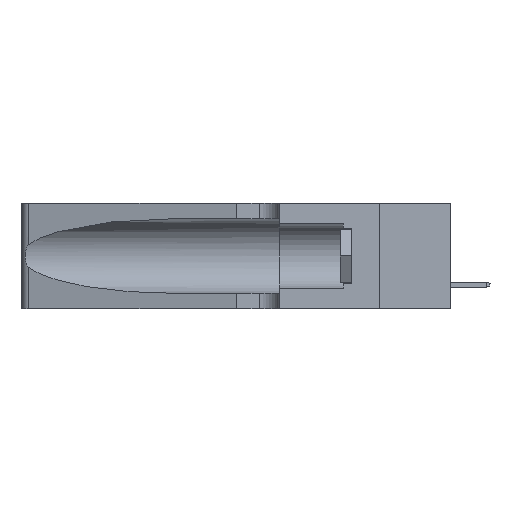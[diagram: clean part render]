
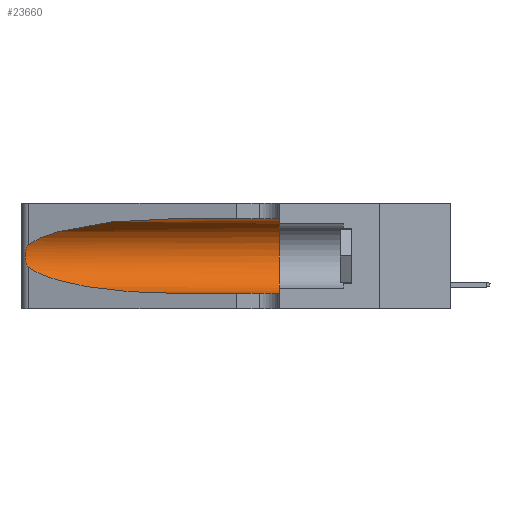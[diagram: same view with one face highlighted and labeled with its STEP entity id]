
A CAD part, left-side view. The second image highlights one B-rep face of the part: STEP entity #23660.
In plain terms, the highlighted cylindrical face has radius 3.308 mm (diameter 6.617 mm), a partial arc.
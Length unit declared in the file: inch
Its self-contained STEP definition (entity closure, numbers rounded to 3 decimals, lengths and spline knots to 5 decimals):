
#559 = CARTESIAN_POINT ( 'NONE',  ( 0.1305, 0.72297, 0.05475 ) ) ;
#576 = DIRECTION ( 'NONE',  ( 0., 0., -1. ) ) ;
#1217 = CARTESIAN_POINT ( 'NONE',  ( 0.18966, 0.96281, 0.31525 ) ) ;
#1380 = EDGE_CURVE ( 'NONE', #46814, #41584, #39184, .T. ) ;
#1418 = CARTESIAN_POINT ( 'NONE',  ( 0.25555, 1.22993, 0.14849 ) ) ;
#2848 = CARTESIAN_POINT ( 'NONE',  ( 0.2373, 1.15595, 0.08982 ) ) ;
#4074 = CARTESIAN_POINT ( 'NONE',  ( 0.1305, 1.61858, 0.185 ) ) ;
#4909 = CARTESIAN_POINT ( 'NONE',  ( 0.25787, 1.23484, 0.2124 ) ) ;
#5192 = CARTESIAN_POINT ( 'NONE',  ( 0.1305, 0.72297, 0.31525 ) ) ;
#6628 = VERTEX_POINT ( 'NONE', #27947 ) ;
#8154 = CARTESIAN_POINT ( 'NONE',  ( 0.25639, 1.23186, 0.15144 ) ) ;
#10359 = CARTESIAN_POINT ( 'NONE',  ( 0.2373, 1.15595, 0.28018 ) ) ;
#12265 = VERTEX_POINT ( 'NONE', #49174 ) ;
#12399 = CARTESIAN_POINT ( 'NONE',  ( 0.25487, 1.22718, 0.14631 ) ) ;
#14337 = CARTESIAN_POINT ( 'NONE',  ( 0.18966, 0.96281, 0.05475 ) ) ;
#16391 = CARTESIAN_POINT ( 'NONE',  ( 0.25856, 1.23593, 0.16098 ) ) ;
#16555 = EDGE_CURVE ( 'NONE', #6628, #43185, #38049, .T. ) ;
#16923 = VECTOR ( 'NONE', #24523, 39.37008 ) ;
#17809 = VERTEX_POINT ( 'NONE', #28619 ) ;
#18713 = EDGE_CURVE ( 'NONE', #17809, #12265, #47217, .T. ) ;
#19206 = EDGE_LOOP ( 'NONE', ( #46568, #34190, #27518, #26807, #28816, #32844 ) ) ;
#19605 = CARTESIAN_POINT ( 'NONE',  ( 0.25487, 1.22718, 0.14631 ) ) ;
#19788 = CARTESIAN_POINT ( 'NONE',  ( 0.1305, 0.35, 0.185 ) ) ;
#20127 = CARTESIAN_POINT ( 'NONE',  ( 0.25789, 1.23486, 0.15765 ) ) ;
#20186 = CIRCLE ( 'NONE', #29708, 0.13025 ) ;
#20252 = DIRECTION ( 'NONE',  ( 0., -1., 0. ) ) ;
#23519 = DIRECTION ( 'NONE',  ( 0., 1., 0. ) ) ;
#23660 = ADVANCED_FACE ( 'NONE', ( #42478 ), #45721, .F. ) ;
#23734 = CARTESIAN_POINT ( 'NONE',  ( 0.1305, 1.61858, 0.05475 ) ) ;
#23871 = CARTESIAN_POINT ( 'NONE',  ( 0.26018, 1.23835, 0.19895 ) ) ;
#24523 = DIRECTION ( 'NONE',  ( 0., -1., 0. ) ) ;
#26807 = ORIENTED_EDGE ( 'NONE', *, *, #1380, .T. ) ;
#27518 = ORIENTED_EDGE ( 'NONE', *, *, #42189, .T. ) ;
#27713 = EDGE_CURVE ( 'NONE', #12265, #41584, #20186, .T. ) ;
#27947 = CARTESIAN_POINT ( 'NONE',  ( 0.25487, 1.22718, 0.22369 ) ) ;
#28092 = CARTESIAN_POINT ( 'NONE',  ( 0.25854, 1.2359, 0.20912 ) ) ;
#28619 = CARTESIAN_POINT ( 'NONE',  ( 0.1305, 0.72297, 0.31525 ) ) ;
#28816 = ORIENTED_EDGE ( 'NONE', *, *, #27713, .F. ) ;
#29708 = AXIS2_PLACEMENT_3D ( 'NONE', #19788, #23519, #46707 ) ;
#29773 = CARTESIAN_POINT ( 'NONE',  ( 0.1305, 0.72297, 0.05475 ) ) ;
#31828 = CARTESIAN_POINT ( 'NONE',  ( 0.25555, 1.22994, 0.2215 ) ) ;
#32844 = ORIENTED_EDGE ( 'NONE', *, *, #18713, .F. ) ;
#33258 = CARTESIAN_POINT ( 'NONE',  ( 0.25487, 1.22718, 0.22369 ) ) ;
#34188 = AXIS2_PLACEMENT_3D ( 'NONE', #4074, #35459, #576 ) ;
#34190 = ORIENTED_EDGE ( 'NONE', *, *, #16555, .T. ) ;
#35318 = CARTESIAN_POINT ( 'NONE',  ( 0.25639, 1.23184, 0.21858 ) ) ;
#35459 = DIRECTION ( 'NONE',  ( 0., -1., 0. ) ) ;
#35556 = CARTESIAN_POINT ( 'NONE',  ( 0.26075, 1.23896, 0.178 ) ) ;
#36312 = CARTESIAN_POINT ( 'NONE',  ( 0.1305, 0.35, 0.05475 ) ) ;
#37002 = CARTESIAN_POINT ( 'NONE',  ( 0.25487, 1.22718, 0.14631 ) ) ;
#38049 = B_SPLINE_CURVE_WITH_KNOTS ( 'NONE', 3,
 ( #39070, #31828, #35318, #4909, #28092, #23871, #42339, #35556, #46563, #16391, #20127, #8154, #1418, #12399 ),
 .UNSPECIFIED., .F., .F.,
 ( 4, 2, 2, 2, 2, 2, 4 ),
 ( 0., 0.00027, 0.00053, 0.00107, 0.0016, 0.00187, 0.00214 ),
 .UNSPECIFIED. ) ;
#39070 = CARTESIAN_POINT ( 'NONE',  ( 0.25487, 1.22718, 0.22369 ) ) ;
#39184 = LINE ( 'NONE', #23734, #45194 ) ;
#41584 = VERTEX_POINT ( 'NONE', #36312 ) ;
#42189 = EDGE_CURVE ( 'NONE', #43185, #46814, #46020, .T. ) ;
#42339 = CARTESIAN_POINT ( 'NONE',  ( 0.26075, 1.23896, 0.19203 ) ) ;
#42478 = FACE_OUTER_BOUND ( 'NONE', #19206, .T. ) ;
#43185 = VERTEX_POINT ( 'NONE', #19605 ) ;
#43976 = CARTESIAN_POINT ( 'NONE',  ( 0.1305, 1.61858, 0.31525 ) ) ;
#44531 = EDGE_CURVE ( 'NONE', #17809, #6628, #46394, .T. ) ;
#45194 = VECTOR ( 'NONE', #20252, 39.37008 ) ;
#45721 = CYLINDRICAL_SURFACE ( 'NONE', #34188, 0.13025 ) ;
#46020 =( BOUNDED_CURVE ( )  B_SPLINE_CURVE ( 3, ( #37002, #2848, #14337, #29773 ),
 .UNSPECIFIED., .F., .F. ) 
 B_SPLINE_CURVE_WITH_KNOTS ( ( 4, 4 ),
 ( 3.44316, 4.71239 ),
 .UNSPECIFIED. ) 
 CURVE ( )  GEOMETRIC_REPRESENTATION_ITEM ( )  RATIONAL_B_SPLINE_CURVE ( ( 1., 0.87, 0.87, 1. ) ) 
 REPRESENTATION_ITEM ( '' )  );
#46394 =( BOUNDED_CURVE ( )  B_SPLINE_CURVE ( 3, ( #5192, #1217, #10359, #33258 ),
 .UNSPECIFIED., .F., .F. ) 
 B_SPLINE_CURVE_WITH_KNOTS ( ( 4, 4 ),
 ( 1.5708, 2.84003 ),
 .UNSPECIFIED. ) 
 CURVE ( )  GEOMETRIC_REPRESENTATION_ITEM ( )  RATIONAL_B_SPLINE_CURVE ( ( 1., 0.87, 0.87, 1. ) ) 
 REPRESENTATION_ITEM ( '' )  );
#46563 = CARTESIAN_POINT ( 'NONE',  ( 0.26017, 1.23833, 0.17102 ) ) ;
#46568 = ORIENTED_EDGE ( 'NONE', *, *, #44531, .T. ) ;
#46707 = DIRECTION ( 'NONE',  ( 0., 0., 1. ) ) ;
#46814 = VERTEX_POINT ( 'NONE', #559 ) ;
#47217 = LINE ( 'NONE', #43976, #16923 ) ;
#49174 = CARTESIAN_POINT ( 'NONE',  ( 0.1305, 0.35, 0.31525 ) ) ;
